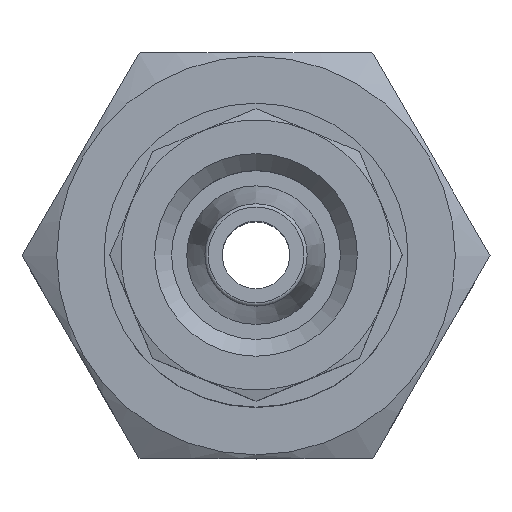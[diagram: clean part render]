
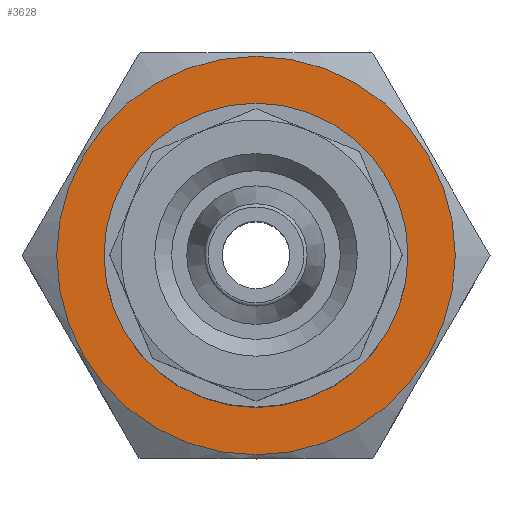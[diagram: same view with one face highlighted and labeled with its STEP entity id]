
A CAD part, top view. The second image highlights one B-rep face of the part: STEP entity #3628.
In plain terms, the highlighted face is planar.
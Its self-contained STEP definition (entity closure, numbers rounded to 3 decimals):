
#1640=PLANE('',#3492);
#1908=ORIENTED_EDGE('',*,*,#2246,.F.);
#1909=ORIENTED_EDGE('',*,*,#2245,.F.);
#2013=CIRCLE('',#3491,3.);
#2014=CIRCLE('',#3493,5.9);
#2107=VERTEX_POINT('',#3271);
#2108=VERTEX_POINT('',#3274);
#2245=EDGE_CURVE('',#2107,#2107,#2013,.T.);
#2246=EDGE_CURVE('',#2108,#2108,#2014,.T.);
#2384=EDGE_LOOP('',(#1908));
#2385=EDGE_LOOP('',(#1909));
#2520=FACE_BOUND('',#2384,.T.);
#2521=FACE_BOUND('',#2385,.T.);
#2910=DIRECTION('',(0.,1.,0.));
#2911=DIRECTION('',(0.,0.,-3.));
#2912=DIRECTION('',(0.,1.,0.));
#2913=DIRECTION('',(1.,0.,0.));
#2914=DIRECTION('',(0.,-1.,0.));
#2915=DIRECTION('',(0.,0.,5.9));
#3271=CARTESIAN_POINT('',(26.065,34.347,-3.));
#3272=CARTESIAN_POINT('',(26.065,34.347,0.));
#3273=CARTESIAN_POINT('',(31.965,34.347,0.));
#3274=CARTESIAN_POINT('',(26.065,34.347,5.9));
#3275=CARTESIAN_POINT('',(26.065,34.347,0.));
#3491=AXIS2_PLACEMENT_3D('',#3272,#2910,#2911);
#3492=AXIS2_PLACEMENT_3D('',#3273,#2912,#2913);
#3493=AXIS2_PLACEMENT_3D('',#3275,#2914,#2915);
#3628=ADVANCED_FACE('',(#2520,#2521),#1640,.T.);
